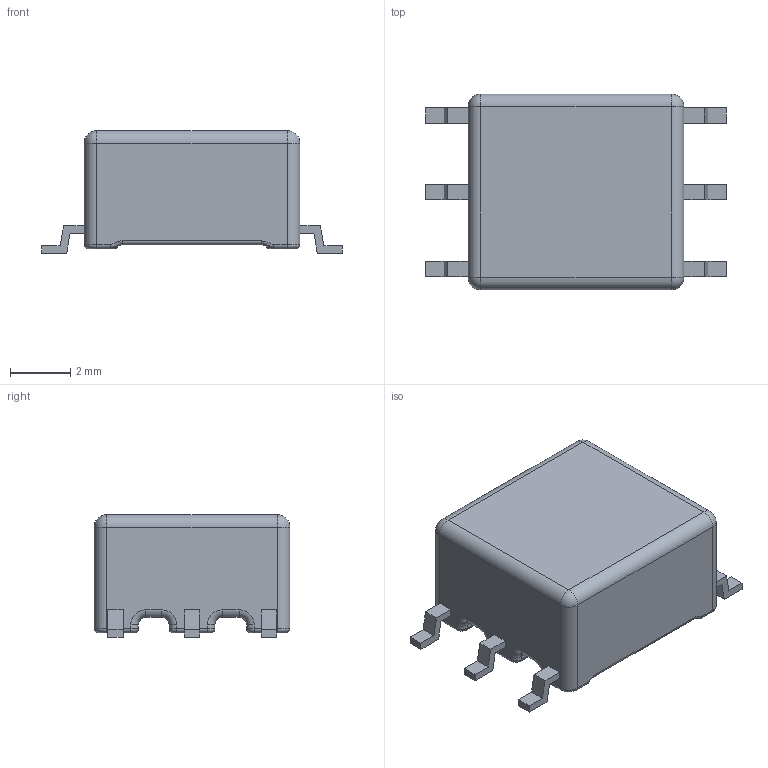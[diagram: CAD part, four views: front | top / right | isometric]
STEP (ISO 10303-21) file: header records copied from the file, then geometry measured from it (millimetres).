
FILE_DESCRIPTION(/* description */ ('Unknown'),/* implementation_level */ '2;1');
FILE_NAME(/* name */ 'T_Wurth_WE-PPTI-1006',/* time_stamp */ '2025-10-31T16:01:02+08:00',/* author */ ('Unknown'),/* organization */ ('Unknown'),/* preprocessor_version */ 'ST-DEVELOPER v19.4',/* originating_system */ 'Solid Edge',/* authorisation */ 'Unknown');
FILE_SCHEMA (('AUTOMOTIVE_DESIGN {1 0 10303 214 3 1 1}'));
Length unit declared in the file: millimetre
Products named in the file (2): T_Wurth_WE-PPTI-1006
Assembly tree (1 placements, depth 2):
  T_Wurth_WE-PPTI-1006
    T_Wurth_WE-PPTI-1006
Bounding box: 9.96 x 6.48 x 4.06 mm (x, y, z)
Volume: 110.2 mm3; surface area: 346.6 mm2
Topology: 2 solids, 2 shells, 242 faces, 576 edges, 336 vertices
Faces by surface type: plane 86, cylinder 84, torus 56, bspline 8, sphere 8
Entity records: 8693 total; most frequent: CARTESIAN_POINT 1400, DIRECTION 1268, ORIENTED_EDGE 1136, EDGE_CURVE 568, AXIS2_PLACEMENT_3D 480, VERTEX_POINT 336, LINE 308, VECTOR 308
